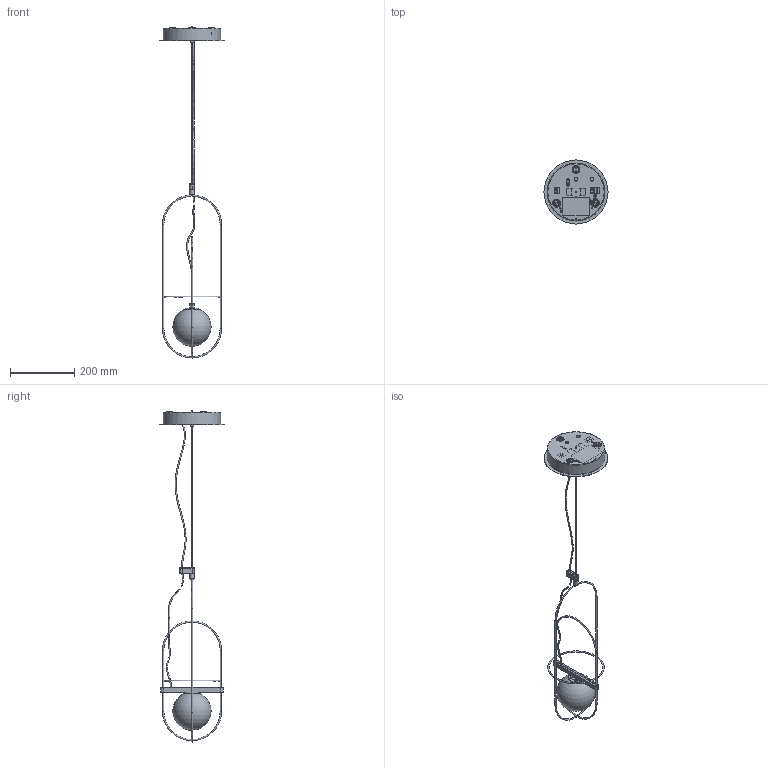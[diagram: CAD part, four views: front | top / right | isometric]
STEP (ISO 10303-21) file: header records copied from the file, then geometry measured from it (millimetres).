
FILE_DESCRIPTION(/* description */ (''),/* implementation_level */ '2;1');
FILE_NAME(/* name */ 'F438080550xxLE.stp',/* time_stamp */ '2020-01-21T15:02:34+01:00',/* author */ ('sghezzi'),/* organization */ (''),/* preprocessor_version */ 'ST-DEVELOPER v17.2',/* originating_system */ 'Autodesk Inventor 2019',/* authorisation */ '');
FILE_SCHEMA (('AUTOMOTIVE_DESIGN { 1 0 10303 214 3 1 1 }'));
Length unit declared in the file: millimetre
Products named in the file (39): 4380_LIBRIZZI SOSP D40_15x15; 007438000/01/02; ANELLO_160-397_STR04; ANELLO_160-200_STR04; CERCHIO_D163_STR04; Prigioniero_M4x6; 007438011; 007438010_TRAVE CHIUSURA; 007438006; 007438005_TRAVE SUPPORTO LED_14x14; ASME/ANSI B18.3.5M - M3x10(1); 007438015/16/17; 007438020; 007438025; AS 1427 - M3 x 16; 005438000; ISO 7045 - M3 x 4 - 4.8 - H; 002438000; 007438030; REGOLATORE_PIENO; 007438040_REGOLATORE_A; 007438040_REGOLATORE_B; 007438035; Cavo_acc_3x3; Cavo_elettrico; 007438046; 0074380xx_STAFFA A MURO; 007438045_A_PIASTRA A MURO 4380_medio; 0074380xx_B_STAFFA X PIASTRA A MURO 4380; SP7426050 Blocchetto fissaggio rosone MC Donald; Aliment_Mean Well_pcd-25_350mA; 058015000_MORSETTIERA_3P_PA27-3WPNyBi; 058015001_Morsettiera_2poli_PA27H-FV-WP; 058016010_CAPOCORDA_A_FORCELLA; 003542900_BLOCCACAVO_5922-3-16_NyBi; SP3426050 Vite plastica m6X22 CLOCHE MC Donald; 007438030_PIASTRA CHIUSURA ROSONE 4380; 007438055; ISO 7045 - M3 x 4 - 4.8 - Z
Assembly tree (44 placements, depth 4):
  4380_LIBRIZZI SOSP D40_15x15
    007438000/01/02
      ANELLO_160-397_STR04
      ANELLO_160-200_STR04
      CERCHIO_D163_STR04
      Prigioniero_M4x6
    007438011
      007438010_TRAVE CHIUSURA
    007438006
      007438005_TRAVE SUPPORTO LED_14x14
    ASME/ANSI B18.3.5M - M3x10(1)  x2
    007438015/16/17
    007438020
    007438025
    AS 1427 - M3 x 16  x2
    005438000
    ISO 7045 - M3 x 4 - 4.8 - H  x2
    002438000
    007438030
    REGOLATORE_PIENO
    007438040_REGOLATORE_A
    007438040_REGOLATORE_B
    007438035
    Cavo_acc_3x3
    Cavo_elettrico
    007438046
      0074380xx_STAFFA A MURO
        007438045_A_PIASTRA A MURO 4380_medio
        0074380xx_B_STAFFA X PIASTRA A MURO 4380
      SP7426050 Blocchetto fissaggio rosone MC Donald
      Aliment_Mean Well_pcd-25_350mA
      058015000_MORSETTIERA_3P_PA27-3WPNyBi
      058015001_Morsettiera_2poli_PA27H-FV-WP
      058016010_CAPOCORDA_A_FORCELLA
      003542900_BLOCCACAVO_5922-3-16_NyBi  x2
      SP3426050 Vite plastica m6X22 CLOCHE MC Donald
      007438030_PIASTRA CHIUSURA ROSONE 4380
    007438055  x2
    ISO 7045 - M3 x 4 - 4.8 - Z  x2
Bounding box: 200 x 200 x 1037 mm (x, y, z)
Volume: 456825 mm3; surface area: 365179 mm2
Topology: 39 solids, 39 shells, 1342 faces, 3565 edges, 2346 vertices
Faces by surface type: plane 823, cylinder 273, cone 130, torus 58, bspline 41, sphere 17
Full cylindrical faces by diameter (mm): 0.6 x1, 1.3 x1, 1.6 x1, 2 x2, 2.3 x5, 2.362 x1, 2.39 x1, 2.459 x20, 2.5 x4, 2.693 x2, 2.729 x4, 3 x10, 3.1 x4, 3.2 x12, 3.242 x2, 3.5 x3, 4 x15, 5 x2, 5.3 x2, 5.35 x2, 6 x12, 6.5 x4, 6.647 x1, 8 x2, 10 x2, 10.2 x1, 10.5 x1, 12 x2, 14 x1, 32 x1
Entity records: 40336 total; most frequent: CARTESIAN_POINT 8610, DIRECTION 6321, ORIENTED_EDGE 6308, EDGE_CURVE 3154, AXIS2_PLACEMENT_3D 2126, VERTEX_POINT 2072, LINE 2069, VECTOR 2069
